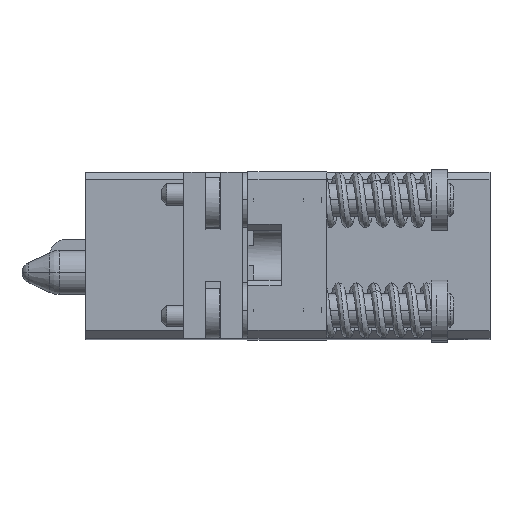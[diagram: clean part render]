
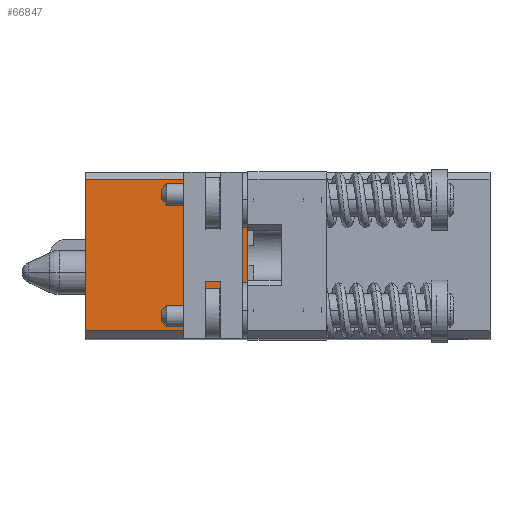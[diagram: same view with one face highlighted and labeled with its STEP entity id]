
A CAD part, top view. The second image highlights one B-rep face of the part: STEP entity #66847.
In plain terms, the highlighted planar face has unit normal (0, 0, 1).
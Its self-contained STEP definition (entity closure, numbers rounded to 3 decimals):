
#17=DIRECTION('',(0.,-1.,0.));
#18=VECTOR('',#17,13.63);
#19=CARTESIAN_POINT('',(-18.294,6.815,37.489));
#20=LINE('',#19,#18);
#6697=DIRECTION('',(1.,0.,0.));
#6698=VECTOR('',#6697,14.68);
#6699=CARTESIAN_POINT('',(-18.294,6.815,37.489));
#6700=LINE('',#6699,#6698);
#6709=DIRECTION('',(0.,-1.,0.));
#6710=VECTOR('',#6709,13.63);
#6711=CARTESIAN_POINT('',(-3.614,6.815,37.489));
#6712=LINE('',#6711,#6710);
#6725=DIRECTION('',(1.,0.,0.));
#6726=VECTOR('',#6725,14.68);
#6727=CARTESIAN_POINT('',(-18.294,-6.815,37.489));
#6728=LINE('',#6727,#6726);
#43108=CARTESIAN_POINT('',(-18.294,6.815,37.489));
#43110=VERTEX_POINT('',#43108);
#43125=CARTESIAN_POINT('',(-18.294,-6.815,37.489));
#43127=VERTEX_POINT('',#43125);
#44092=CARTESIAN_POINT('',(-3.614,6.815,37.489));
#44093=CARTESIAN_POINT('',(-3.614,-6.815,37.489));
#44094=VERTEX_POINT('',#44092);
#44095=VERTEX_POINT('',#44093);
#66835=CARTESIAN_POINT('',(-18.27,7.505,37.489));
#66836=DIRECTION('',(0.,0.,1.));
#66837=DIRECTION('',(0.,-1.,0.));
#66838=AXIS2_PLACEMENT_3D('',#66835,#66836,#66837);
#66839=PLANE('',#66838);
#66840=ORIENTED_EDGE('',*,*,#62927,.T.);
#66842=ORIENTED_EDGE('',*,*,#66841,.F.);
#66843=ORIENTED_EDGE('',*,*,#55648,.F.);
#66844=ORIENTED_EDGE('',*,*,#66828,.T.);
#66845=EDGE_LOOP('',(#66840,#66842,#66843,#66844));
#66846=FACE_OUTER_BOUND('',#66845,.F.);
#66847=ADVANCED_FACE('',(#66846),#66839,.T.);
#55648=EDGE_CURVE('',#43110,#43127,#20,.T.);
#62927=EDGE_CURVE('',#44094,#44095,#6712,.T.);
#66828=EDGE_CURVE('',#43110,#44094,#6700,.T.);
#66841=EDGE_CURVE('',#43127,#44095,#6728,.T.);
